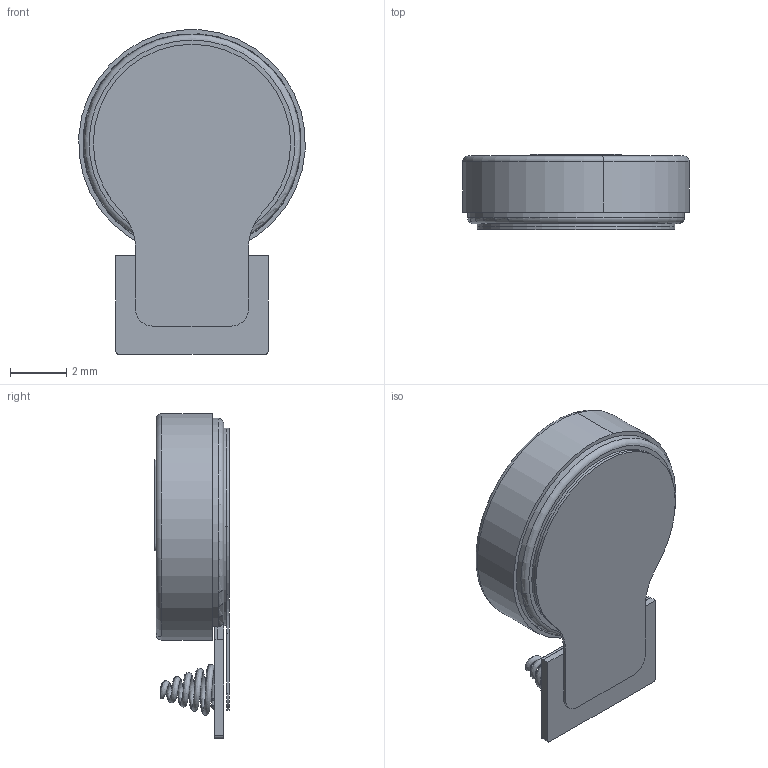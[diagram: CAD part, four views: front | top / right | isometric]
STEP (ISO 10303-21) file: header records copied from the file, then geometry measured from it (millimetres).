
FILE_DESCRIPTION(('FreeCAD Model'),'2;1');
FILE_NAME('VC0824K001L-.step', '2020-09-25T11:59:40',('Author'),(''), 'Open CASCADE STEP processor 7.3','FreeCAD','Unknown');
FILE_SCHEMA(('AUTOMOTIVE_DESIGN { 1 0 10303 214 1 1 1 1 }'));
Length unit declared in the file: millimetre
Products named in the file (13): VC0824K001L_ASM_1_ASM; 0830TH_1; 0830TH0200_1; TH02_002; 0824000_1; 081SU_ASM_1_ASM; 081SU_ASM_1_ASM_1_ASM; 7-0_1500_1_1_1_1; 0700_1_1_1_1; 08BB009; 08BB; 08BB001; 08BB002
Assembly tree (13 placements, depth 4):
  VC0824K001L_ASM_1_ASM
    0830TH_1
    0830TH0200_1
    TH02_002  x2
    0824000_1
    081SU_ASM_1_ASM
      081SU_ASM_1_ASM_1_ASM
        7-0_1500_1_1_1_1
        0700_1_1_1_1
    08BB009
      08BB
      08BB001
      08BB002
Bounding box: 8.03 x 2.65 x 11.51 mm (x, y, z)
Volume: 54.8 mm3; surface area: 636.2 mm2
Topology: 10 solids, 10 shells, 299 faces, 819 edges, 546 vertices
Faces by surface type: plane 164, cylinder 117, torus 10, cone 4, bspline 4
Entity records: 15035 total; most frequent: CARTESIAN_POINT 7032, DIRECTION 1662, ORIENTED_EDGE 1614, EDGE_CURVE 807, AXIS2_PLACEMENT_3D 576, VERTEX_POINT 538, LINE 510, VECTOR 510
